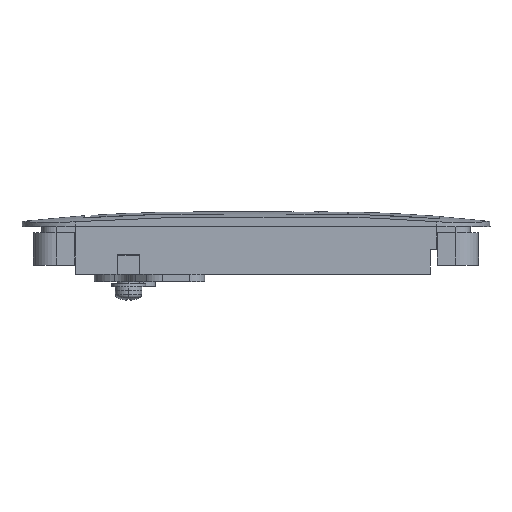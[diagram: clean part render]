
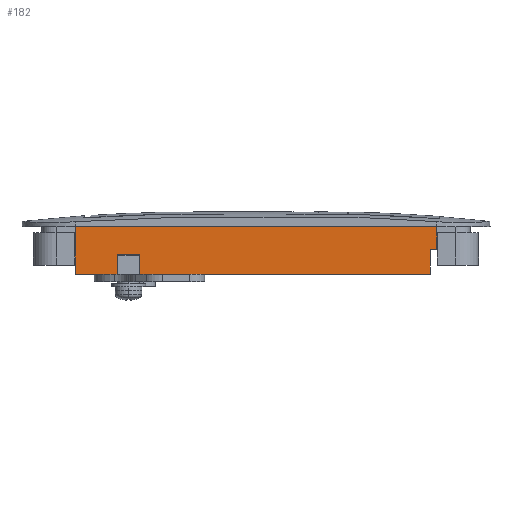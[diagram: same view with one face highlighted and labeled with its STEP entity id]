
A CAD part, left-side view. The second image highlights one B-rep face of the part: STEP entity #182.
In plain terms, the highlighted planar face has unit normal (-1, 0, 0).
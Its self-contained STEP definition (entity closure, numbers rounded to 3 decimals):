
#182 = ADVANCED_FACE ( 'NONE', ( #18674 ), #11671, .T. ) ;
#488 = LINE ( 'NONE', #11920, #16519 ) ;
#575 = CARTESIAN_POINT ( 'NONE',  ( -11.5, -3.6, -7.3 ) ) ;
#1263 = VERTEX_POINT ( 'NONE', #575 ) ;
#1624 = DIRECTION ( 'NONE',  ( -1., 0., 0. ) ) ;
#1767 = CARTESIAN_POINT ( 'NONE',  ( -11.5, -3.6, -12.5 ) ) ;
#1774 = LINE ( 'NONE', #9878, #11269 ) ;
#1992 = CARTESIAN_POINT ( 'NONE',  ( -11.5, 7.5, 0. ) ) ;
#2714 = VECTOR ( 'NONE', #6347, 1000. ) ;
#2728 = DIRECTION ( 'NONE',  ( 0., 0., 1. ) ) ;
#3502 = VERTEX_POINT ( 'NONE', #1992 ) ;
#3692 = EDGE_CURVE ( 'NONE', #6959, #1263, #11069, .T. ) ;
#3967 = EDGE_CURVE ( 'NONE', #3502, #6908, #4190, .T. ) ;
#4024 = CARTESIAN_POINT ( 'NONE',  ( -11.5, -85.8, -6. ) ) ;
#4067 = ORIENTED_EDGE ( 'NONE', *, *, #5474, .F. ) ;
#4105 = AXIS2_PLACEMENT_3D ( 'NONE', #18960, #1624, #4412 ) ;
#4160 = CARTESIAN_POINT ( 'NONE',  ( -11.5, 7.5, -12.5 ) ) ;
#4190 = LINE ( 'NONE', #10515, #11498 ) ;
#4348 = CARTESIAN_POINT ( 'NONE',  ( -11.5, -85.8, -6. ) ) ;
#4412 = DIRECTION ( 'NONE',  ( 0., 0., 1. ) ) ;
#4431 = EDGE_CURVE ( 'NONE', #1263, #6014, #1774, .T. ) ;
#4486 = VERTEX_POINT ( 'NONE', #4160 ) ;
#5129 = ORIENTED_EDGE ( 'NONE', *, *, #3967, .F. ) ;
#5474 = EDGE_CURVE ( 'NONE', #6014, #4486, #18756, .T. ) ;
#5475 = ORIENTED_EDGE ( 'NONE', *, *, #8894, .F. ) ;
#6014 = VERTEX_POINT ( 'NONE', #1767 ) ;
#6347 = DIRECTION ( 'NONE',  ( 0., 0., -1. ) ) ;
#6472 = ORIENTED_EDGE ( 'NONE', *, *, #6572, .F. ) ;
#6572 = EDGE_CURVE ( 'NONE', #15776, #10077, #18072, .T. ) ;
#6908 = VERTEX_POINT ( 'NONE', #10375 ) ;
#6959 = VERTEX_POINT ( 'NONE', #17455 ) ;
#7245 = DIRECTION ( 'NONE',  ( 0., 0., -1. ) ) ;
#7302 = LINE ( 'NONE', #16446, #2714 ) ;
#7606 = DIRECTION ( 'NONE',  ( 0., 0., -1. ) ) ;
#7630 = DIRECTION ( 'NONE',  ( 0., 1., 0. ) ) ;
#7638 = EDGE_CURVE ( 'NONE', #6908, #15776, #7302, .T. ) ;
#8657 = VECTOR ( 'NONE', #12278, 1000. ) ;
#8681 = CARTESIAN_POINT ( 'NONE',  ( -11.5, -3.6, -7.3 ) ) ;
#8885 = CARTESIAN_POINT ( 'NONE',  ( -11.5, 7.5, -12.5 ) ) ;
#8894 = EDGE_CURVE ( 'NONE', #14447, #11521, #14994, .T. ) ;
#9350 = ORIENTED_EDGE ( 'NONE', *, *, #7638, .F. ) ;
#9878 = CARTESIAN_POINT ( 'NONE',  ( -11.5, -3.6, -12.5 ) ) ;
#10077 = VERTEX_POINT ( 'NONE', #4024 ) ;
#10213 = EDGE_CURVE ( 'NONE', #4486, #3502, #16379, .T. ) ;
#10375 = CARTESIAN_POINT ( 'NONE',  ( -11.5, -87.5, 0. ) ) ;
#10485 = VECTOR ( 'NONE', #2728, 1000. ) ;
#10515 = CARTESIAN_POINT ( 'NONE',  ( -11.5, -87.5, 0. ) ) ;
#10872 = DIRECTION ( 'NONE',  ( 0., 0., 1. ) ) ;
#11069 = LINE ( 'NONE', #8681, #16999 ) ;
#11254 = ORIENTED_EDGE ( 'NONE', *, *, #10213, .F. ) ;
#11269 = VECTOR ( 'NONE', #7245, 1000. ) ;
#11292 = ORIENTED_EDGE ( 'NONE', *, *, #13021, .F. ) ;
#11312 = CARTESIAN_POINT ( 'NONE',  ( -11.5, -85.8, -12.5 ) ) ;
#11498 = VECTOR ( 'NONE', #17963, 1000. ) ;
#11521 = VERTEX_POINT ( 'NONE', #14240 ) ;
#11671 = PLANE ( 'NONE',  #4105 ) ;
#11778 = DIRECTION ( 'NONE',  ( 0., 1., 0. ) ) ;
#11920 = CARTESIAN_POINT ( 'NONE',  ( -11.5, -85.8, -12.5 ) ) ;
#12278 = DIRECTION ( 'NONE',  ( 0., 1., 0. ) ) ;
#12673 = ORIENTED_EDGE ( 'NONE', *, *, #4431, .F. ) ;
#12732 = ORIENTED_EDGE ( 'NONE', *, *, #3692, .F. ) ;
#13021 = EDGE_CURVE ( 'NONE', #10077, #14447, #488, .T. ) ;
#13447 = LINE ( 'NONE', #18145, #16880 ) ;
#13716 = VECTOR ( 'NONE', #11778, 1000. ) ;
#14111 = ORIENTED_EDGE ( 'NONE', *, *, #16919, .F. ) ;
#14214 = CARTESIAN_POINT ( 'NONE',  ( -11.5, -87.5, -6. ) ) ;
#14240 = CARTESIAN_POINT ( 'NONE',  ( -11.5, -9.4, -12.5 ) ) ;
#14447 = VERTEX_POINT ( 'NONE', #11312 ) ;
#14621 = VECTOR ( 'NONE', #7630, 1000. ) ;
#14994 = LINE ( 'NONE', #18084, #8657 ) ;
#15291 = EDGE_LOOP ( 'NONE', ( #5129, #11254, #4067, #12673, #12732, #14111, #5475, #11292, #6472, #9350 ) ) ;
#15776 = VERTEX_POINT ( 'NONE', #14214 ) ;
#15809 = CARTESIAN_POINT ( 'NONE',  ( -11.5, 7.5, 0. ) ) ;
#16379 = LINE ( 'NONE', #15809, #10485 ) ;
#16446 = CARTESIAN_POINT ( 'NONE',  ( -11.5, -87.5, -6. ) ) ;
#16519 = VECTOR ( 'NONE', #7606, 1000. ) ;
#16880 = VECTOR ( 'NONE', #10872, 1000. ) ;
#16919 = EDGE_CURVE ( 'NONE', #11521, #6959, #13447, .T. ) ;
#16999 = VECTOR ( 'NONE', #17404, 1000. ) ;
#17404 = DIRECTION ( 'NONE',  ( 0., 1., 0. ) ) ;
#17455 = CARTESIAN_POINT ( 'NONE',  ( -11.5, -9.4, -7.3 ) ) ;
#17963 = DIRECTION ( 'NONE',  ( 0., -1., 0. ) ) ;
#18072 = LINE ( 'NONE', #4348, #14621 ) ;
#18084 = CARTESIAN_POINT ( 'NONE',  ( -11.5, -9.4, -12.5 ) ) ;
#18145 = CARTESIAN_POINT ( 'NONE',  ( -11.5, -9.4, -7.3 ) ) ;
#18674 = FACE_OUTER_BOUND ( 'NONE', #15291, .T. ) ;
#18756 = LINE ( 'NONE', #8885, #13716 ) ;
#18960 = CARTESIAN_POINT ( 'NONE',  ( -11.5, 0., 0. ) ) ;
